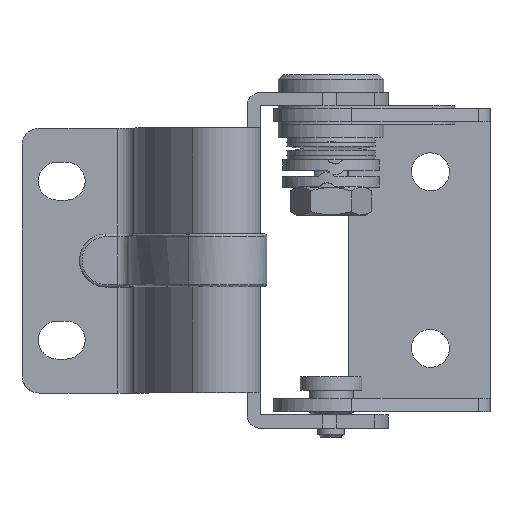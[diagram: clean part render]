
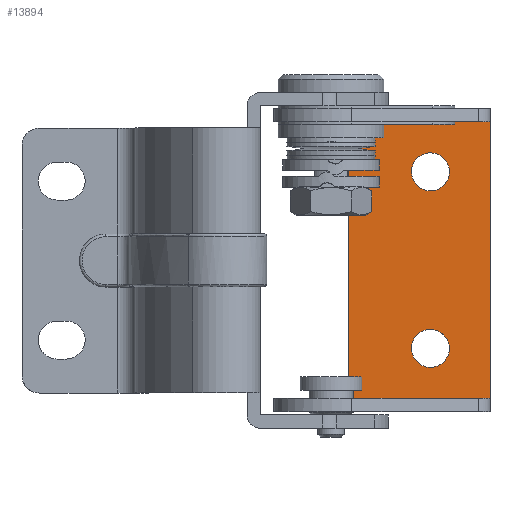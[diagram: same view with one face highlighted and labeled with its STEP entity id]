
A CAD part, top view. The second image highlights one B-rep face of the part: STEP entity #13894.
In plain terms, the highlighted free-form (B-spline) face has degree [1, 1] with [2, 2] control points.
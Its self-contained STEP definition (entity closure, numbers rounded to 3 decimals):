
#11941=CARTESIAN_POINT('',(11.381,12.196,-8.5));
#11942=VERTEX_POINT('',#11941);
#11948=CARTESIAN_POINT('',(9.1,10.05,-8.5));
#11949=VERTEX_POINT('',#11948);
#11950=CARTESIAN_POINT('',(11.381,12.196,-8.5));
#11951=CARTESIAN_POINT('',(11.316,12.2,-8.5));
#11952=CARTESIAN_POINT('',(11.25,12.2,-8.5));
#11953=CARTESIAN_POINT('',(9.1,12.2,-8.5));
#11954=CARTESIAN_POINT('',(9.1,10.05,-8.5));
#11962=(BOUNDED_CURVE()B_SPLINE_CURVE(2,(#11950,#11951,#11952,#11953,#11954),.UNSPECIFIED.,.F.,.U.)B_SPLINE_CURVE_WITH_KNOTS((3,2,3),(0.239,0.25,0.5),.UNSPECIFIED.)CURVE()GEOMETRIC_REPRESENTATION_ITEM()RATIONAL_B_SPLINE_CURVE((0.976,0.988,1.0,0.707,1.0))REPRESENTATION_ITEM(''));
#11963=EDGE_CURVE('',#11942,#11949,#11962,.T.);
#11965=CARTESIAN_POINT('',(11.119,7.904,-8.5));
#11966=VERTEX_POINT('',#11965);
#11967=CARTESIAN_POINT('',(9.1,10.05,-8.5));
#11968=CARTESIAN_POINT('',(9.1,8.027,-8.5));
#11969=CARTESIAN_POINT('',(11.119,7.904,-8.5));
#11977=(BOUNDED_CURVE()B_SPLINE_CURVE(2,(#11967,#11968,#11969),.UNSPECIFIED.,.F.,.U.)B_SPLINE_CURVE_WITH_KNOTS((3,3),(0.5,0.739),.UNSPECIFIED.)CURVE()GEOMETRIC_REPRESENTATION_ITEM()RATIONAL_B_SPLINE_CURVE((1.0,0.72,0.976))REPRESENTATION_ITEM(''));
#11978=EDGE_CURVE('',#11949,#11966,#11977,.T.);
#12052=CARTESIAN_POINT('',(13.4,10.05,-8.5));
#12053=VERTEX_POINT('',#12052);
#12054=CARTESIAN_POINT('',(11.119,7.904,-8.5));
#12055=CARTESIAN_POINT('',(11.184,7.9,-8.5));
#12056=CARTESIAN_POINT('',(11.25,7.9,-8.5));
#12057=CARTESIAN_POINT('',(13.4,7.9,-8.5));
#12058=CARTESIAN_POINT('',(13.4,10.05,-8.5));
#12066=(BOUNDED_CURVE()B_SPLINE_CURVE(2,(#12054,#12055,#12056,#12057,#12058),.UNSPECIFIED.,.F.,.U.)B_SPLINE_CURVE_WITH_KNOTS((3,2,3),(0.739,0.75,1.0),.UNSPECIFIED.)CURVE()GEOMETRIC_REPRESENTATION_ITEM()RATIONAL_B_SPLINE_CURVE((0.976,0.988,1.0,0.707,1.0))REPRESENTATION_ITEM(''));
#12067=EDGE_CURVE('',#11966,#12053,#12066,.T.);
#12069=CARTESIAN_POINT('',(13.4,10.05,-8.5));
#12070=CARTESIAN_POINT('',(13.4,12.073,-8.5));
#12071=CARTESIAN_POINT('',(11.381,12.196,-8.5));
#12079=(BOUNDED_CURVE()B_SPLINE_CURVE(2,(#12069,#12070,#12071),.UNSPECIFIED.,.F.,.U.)B_SPLINE_CURVE_WITH_KNOTS((3,3),(0.0,0.239),.UNSPECIFIED.)CURVE()GEOMETRIC_REPRESENTATION_ITEM()RATIONAL_B_SPLINE_CURVE((1.0,0.72,0.976))REPRESENTATION_ITEM(''));
#12080=EDGE_CURVE('',#12053,#11942,#12079,.T.);
#12123=CARTESIAN_POINT('',(11.381,-7.804,-8.5));
#12124=VERTEX_POINT('',#12123);
#12130=CARTESIAN_POINT('',(9.1,-9.95,-8.5));
#12131=VERTEX_POINT('',#12130);
#12132=CARTESIAN_POINT('',(11.381,-7.804,-8.5));
#12133=CARTESIAN_POINT('',(11.316,-7.8,-8.5));
#12134=CARTESIAN_POINT('',(11.25,-7.8,-8.5));
#12135=CARTESIAN_POINT('',(9.1,-7.8,-8.5));
#12136=CARTESIAN_POINT('',(9.1,-9.95,-8.5));
#12144=(BOUNDED_CURVE()B_SPLINE_CURVE(2,(#12132,#12133,#12134,#12135,#12136),.UNSPECIFIED.,.F.,.U.)B_SPLINE_CURVE_WITH_KNOTS((3,2,3),(0.239,0.25,0.5),.UNSPECIFIED.)CURVE()GEOMETRIC_REPRESENTATION_ITEM()RATIONAL_B_SPLINE_CURVE((0.976,0.988,1.0,0.707,1.0))REPRESENTATION_ITEM(''));
#12145=EDGE_CURVE('',#12124,#12131,#12144,.T.);
#12147=CARTESIAN_POINT('',(11.119,-12.096,-8.5));
#12148=VERTEX_POINT('',#12147);
#12149=CARTESIAN_POINT('',(9.1,-9.95,-8.5));
#12150=CARTESIAN_POINT('',(9.1,-11.973,-8.5));
#12151=CARTESIAN_POINT('',(11.119,-12.096,-8.5));
#12159=(BOUNDED_CURVE()B_SPLINE_CURVE(2,(#12149,#12150,#12151),.UNSPECIFIED.,.F.,.U.)B_SPLINE_CURVE_WITH_KNOTS((3,3),(0.5,0.739),.UNSPECIFIED.)CURVE()GEOMETRIC_REPRESENTATION_ITEM()RATIONAL_B_SPLINE_CURVE((1.0,0.72,0.976))REPRESENTATION_ITEM(''));
#12160=EDGE_CURVE('',#12131,#12148,#12159,.T.);
#12234=CARTESIAN_POINT('',(13.4,-9.95,-8.5));
#12235=VERTEX_POINT('',#12234);
#12236=CARTESIAN_POINT('',(11.119,-12.096,-8.5));
#12237=CARTESIAN_POINT('',(11.184,-12.1,-8.5));
#12238=CARTESIAN_POINT('',(11.25,-12.1,-8.5));
#12239=CARTESIAN_POINT('',(13.4,-12.1,-8.5));
#12240=CARTESIAN_POINT('',(13.4,-9.95,-8.5));
#12248=(BOUNDED_CURVE()B_SPLINE_CURVE(2,(#12236,#12237,#12238,#12239,#12240),.UNSPECIFIED.,.F.,.U.)B_SPLINE_CURVE_WITH_KNOTS((3,2,3),(0.739,0.75,1.0),.UNSPECIFIED.)CURVE()GEOMETRIC_REPRESENTATION_ITEM()RATIONAL_B_SPLINE_CURVE((0.976,0.988,1.0,0.707,1.0))REPRESENTATION_ITEM(''));
#12249=EDGE_CURVE('',#12148,#12235,#12248,.T.);
#12251=CARTESIAN_POINT('',(13.4,-9.95,-8.5));
#12252=CARTESIAN_POINT('',(13.4,-7.927,-8.5));
#12253=CARTESIAN_POINT('',(11.381,-7.804,-8.5));
#12261=(BOUNDED_CURVE()B_SPLINE_CURVE(2,(#12251,#12252,#12253),.UNSPECIFIED.,.F.,.U.)B_SPLINE_CURVE_WITH_KNOTS((3,3),(0.0,0.239),.UNSPECIFIED.)CURVE()GEOMETRIC_REPRESENTATION_ITEM()RATIONAL_B_SPLINE_CURVE((1.0,0.72,0.976))REPRESENTATION_ITEM(''));
#12262=EDGE_CURVE('',#12235,#12124,#12261,.T.);
#13123=CARTESIAN_POINT('',(18.0,-15.6,-8.5));
#13124=VERTEX_POINT('',#13123);
#13132=CARTESIAN_POINT('',(2.0,-15.6,-8.5));
#13133=VERTEX_POINT('',#13132);
#13134=CARTESIAN_POINT('',(18.0,-15.6,-8.5));
#13135=CARTESIAN_POINT('',(2.0,-15.6,-8.5));
#13136=QUASI_UNIFORM_CURVE('',1,(#13134,#13135),.UNSPECIFIED.,.F.,.U.);
#13137=EDGE_CURVE('',#13124,#13133,#13136,.T.);
#13427=CARTESIAN_POINT('',(2.0,15.7,-8.5));
#13428=VERTEX_POINT('',#13427);
#13434=CARTESIAN_POINT('',(18.0,15.7,-8.5));
#13435=VERTEX_POINT('',#13434);
#13436=CARTESIAN_POINT('',(2.0,15.7,-8.5));
#13437=CARTESIAN_POINT('',(18.0,15.7,-8.5));
#13438=QUASI_UNIFORM_CURVE('',1,(#13436,#13437),.UNSPECIFIED.,.F.,.U.);
#13439=EDGE_CURVE('',#13428,#13435,#13438,.T.);
#13809=CARTESIAN_POINT('',(18.0,15.7,-8.5));
#13810=CARTESIAN_POINT('',(18.0,-15.6,-8.5));
#13811=QUASI_UNIFORM_CURVE('',1,(#13809,#13810),.UNSPECIFIED.,.F.,.U.);
#13812=EDGE_CURVE('',#13435,#13124,#13811,.T.);
#13861=CARTESIAN_POINT('',(2.0,15.7,-8.5));
#13862=CARTESIAN_POINT('',(2.0,-15.6,-8.5));
#13863=QUASI_UNIFORM_CURVE('',1,(#13861,#13862),.UNSPECIFIED.,.F.,.U.);
#13864=EDGE_CURVE('',#13428,#13133,#13863,.T.);
#13871=CARTESIAN_POINT('',(1.201,-17.163,-8.5));
#13872=CARTESIAN_POINT('',(18.799,-17.163,-8.5));
#13873=CARTESIAN_POINT('',(1.201,17.263,-8.5));
#13874=CARTESIAN_POINT('',(18.799,17.263,-8.5));
#13875=B_SPLINE_SURFACE_WITH_KNOTS('',1,1,((#13871,#13873),(#13872,#13874)),.UNSPECIFIED.,.F.,.F.,.U.,(2,2),(2,2),(0.0,17.598),(0.0,34.427),.UNSPECIFIED.);
#13876=ORIENTED_EDGE('',*,*,#13137,.F.);
#13877=ORIENTED_EDGE('',*,*,#13812,.F.);
#13878=ORIENTED_EDGE('',*,*,#13439,.F.);
#13879=ORIENTED_EDGE('',*,*,#13864,.T.);
#13880=EDGE_LOOP('',(#13876,#13877,#13878,#13879));
#13881=FACE_OUTER_BOUND('',#13880,.T.);
#13882=ORIENTED_EDGE('',*,*,#12160,.F.);
#13883=ORIENTED_EDGE('',*,*,#12145,.F.);
#13884=ORIENTED_EDGE('',*,*,#12262,.F.);
#13885=ORIENTED_EDGE('',*,*,#12249,.F.);
#13886=EDGE_LOOP('',(#13882,#13883,#13884,#13885));
#13887=FACE_BOUND('',#13886,.T.);
#13888=ORIENTED_EDGE('',*,*,#11978,.F.);
#13889=ORIENTED_EDGE('',*,*,#11963,.F.);
#13890=ORIENTED_EDGE('',*,*,#12080,.F.);
#13891=ORIENTED_EDGE('',*,*,#12067,.F.);
#13892=EDGE_LOOP('',(#13888,#13889,#13890,#13891));
#13893=FACE_BOUND('',#13892,.T.);
#13894=ADVANCED_FACE('',(#13881,#13887,#13893),#13875,.T.);
